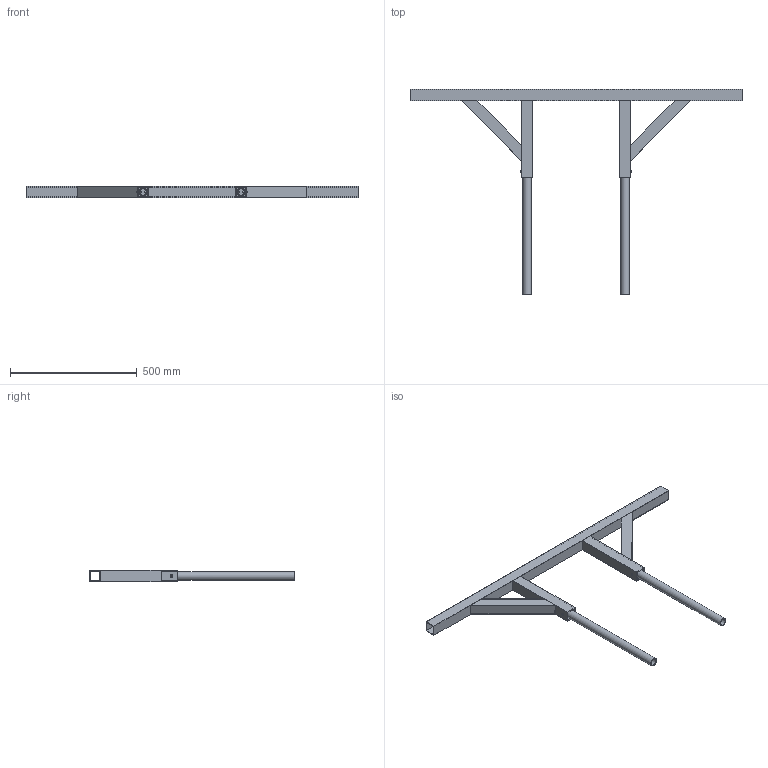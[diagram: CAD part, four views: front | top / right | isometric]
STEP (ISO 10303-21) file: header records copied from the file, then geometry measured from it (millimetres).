
FILE_DESCRIPTION(/* description */ (''),/* implementation_level */ '2;1');
FILE_NAME(/* name */ 'GE-18113.iam.stp',/* time_stamp */ '2018-01-01T11:23:57-08:00',/* author */ ('PhillipD'),/* organization */ (''),/* preprocessor_version */ 'ST-DEVELOPER v16.13',/* originating_system */ 'Autodesk Inventor 2018',/* authorisation */ '');
FILE_SCHEMA (('AUTOMOTIVE_DESIGN { 1 0 10303 214 3 1 1 }'));
Length unit declared in the file: inch
Products named in the file (7): GE-18113; GE-18088; GE-18087; GE-18087-3; GE-18087-1; GE-18087-2; rivet_.1875_.376-.5
Assembly tree (12 placements, depth 3):
  GE-18113
    GE-18088  x2
    GE-18087
      GE-18087-1  x2
      GE-18087-3
      GE-18087-2  x2
    rivet_.1875_.376-.5  x4
Bounding box: 1311.28 x 809.62 x 44.45 mm (x, y, z)
Volume: 1800109.2 mm3; surface area: 1124056.8 mm2
Topology: 11 solids, 11 shells, 86 faces, 184 edges, 124 vertices
Faces by surface type: plane 66, cylinder 16, torus 4
Full cylindrical faces by diameter (mm): 4.762 x4, 4.915 x8, 26.645 x2, 33.401 x2
Entity records: 1692 total; most frequent: CARTESIAN_POINT 346, DIRECTION 220, ORIENTED_EDGE 176, EDGE_CURVE 88, AXIS2_PLACEMENT_3D 74, LINE 72, VECTOR 72, EDGE_LOOP 68
